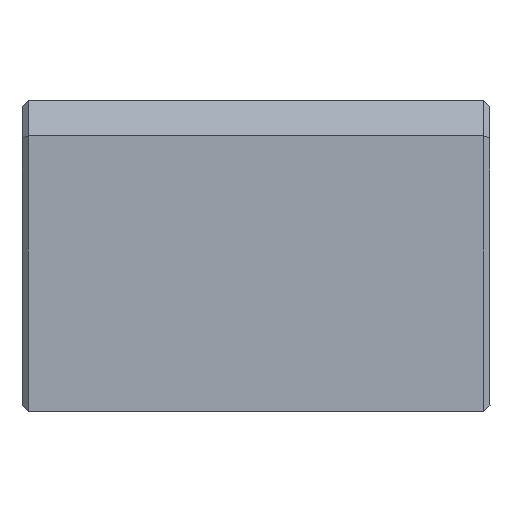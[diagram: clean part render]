
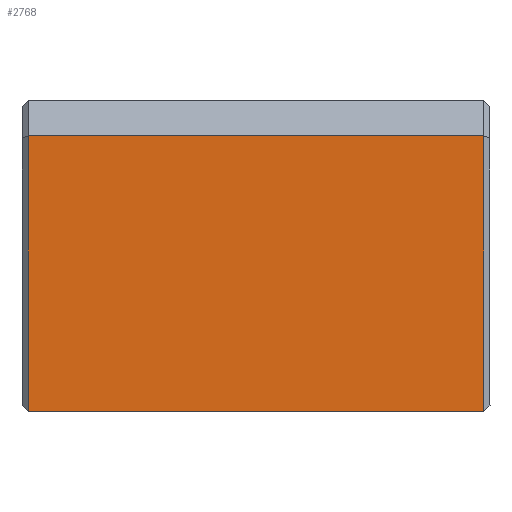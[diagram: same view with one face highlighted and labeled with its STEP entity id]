
A CAD part, left-side view. The second image highlights one B-rep face of the part: STEP entity #2768.
In plain terms, the highlighted planar face has unit normal (-1, 0, 0).
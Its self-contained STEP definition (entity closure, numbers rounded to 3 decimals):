
#384=FACE_OUTER_BOUND('',#566,.T.);
#566=EDGE_LOOP('',(#2478,#2479,#2480,#2481));
#786=LINE('',#4880,#1046);
#823=LINE('',#5013,#1083);
#830=LINE('',#5027,#1090);
#831=LINE('',#5028,#1091);
#1046=VECTOR('',#3325,21.59);
#1083=VECTOR('',#3470,21.59);
#1090=VECTOR('',#3489,13.075);
#1091=VECTOR('',#3490,13.075);
#1312=VERTEX_POINT('',#4875);
#1313=VERTEX_POINT('',#4879);
#1354=VERTEX_POINT('',#5011);
#1355=VERTEX_POINT('',#5012);
#1664=EDGE_CURVE('',#1313,#1312,#786,.T.);
#1728=EDGE_CURVE('',#1354,#1355,#823,.T.);
#1736=EDGE_CURVE('',#1312,#1355,#830,.T.);
#1737=EDGE_CURVE('',#1354,#1313,#831,.T.);
#2478=ORIENTED_EDGE('',*,*,#1664,.T.);
#2479=ORIENTED_EDGE('',*,*,#1736,.T.);
#2480=ORIENTED_EDGE('',*,*,#1728,.F.);
#2481=ORIENTED_EDGE('',*,*,#1737,.T.);
#2615=PLANE('',#2939);
#2768=ADVANCED_FACE('',(#384),#2615,.F.);
#2939=AXIS2_PLACEMENT_3D('',#5026,#3487,#3488);
#3325=DIRECTION('',(0.,-1.,0.));
#3470=DIRECTION('',(0.,-1.,0.));
#3487=DIRECTION('center_axis',(1.,0.,0.));
#3488=DIRECTION('ref_axis',(0.,0.,-1.));
#3489=DIRECTION('',(0.,0.,1.));
#3490=DIRECTION('',(0.,0.,-1.));
#4875=CARTESIAN_POINT('',(-15.4,79.4,-30.494));
#4879=CARTESIAN_POINT('',(-15.4,100.989,-30.494));
#4880=CARTESIAN_POINT('',(-15.4,100.989,-30.494));
#5011=CARTESIAN_POINT('',(-15.4,100.989,-17.419));
#5012=CARTESIAN_POINT('',(-15.4,79.4,-17.419));
#5013=CARTESIAN_POINT('',(-15.4,100.989,-17.419));
#5026=CARTESIAN_POINT('Origin',(-15.4,134.817,-28.994));
#5027=CARTESIAN_POINT('',(-15.4,79.4,-30.494));
#5028=CARTESIAN_POINT('',(-15.4,100.989,-17.419));
